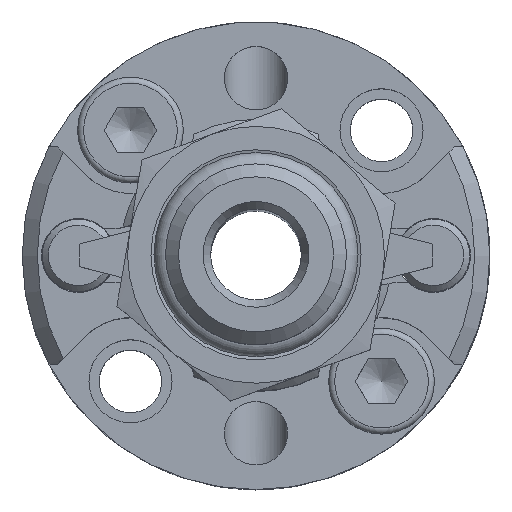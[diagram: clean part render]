
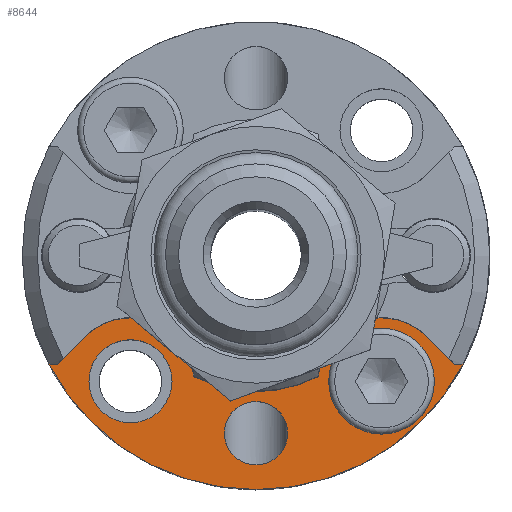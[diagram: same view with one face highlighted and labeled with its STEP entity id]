
A CAD part, top view. The second image highlights one B-rep face of the part: STEP entity #8644.
In plain terms, the highlighted planar face has unit normal (0, 0, 1).
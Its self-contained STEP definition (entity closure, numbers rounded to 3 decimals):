
#366=FACE_BOUND('',#2580,.T.);
#367=FACE_BOUND('',#2581,.T.);
#368=FACE_BOUND('',#2582,.T.);
#442=PLANE('',#9260);
#958=LINE('',#12287,#1466);
#962=LINE('',#12298,#1470);
#971=LINE('',#12474,#1479);
#988=LINE('',#12712,#1496);
#1466=VECTOR('',#10150,0.571);
#1470=VECTOR('',#10156,2.621);
#1479=VECTOR('',#10199,0.571);
#1496=VECTOR('',#10268,2.621);
#2072=FACE_OUTER_BOUND('',#2579,.T.);
#2579=EDGE_LOOP('',(#6042,#6043,#6044,#6045,#6046,#6047,#6048,#6049,#6050));
#2580=EDGE_LOOP('',(#6051,#6052));
#2581=EDGE_LOOP('',(#6053,#6054));
#2582=EDGE_LOOP('',(#6055,#6056));
#3102=CIRCLE('',#9162,2.75);
#3103=CIRCLE('',#9163,2.75);
#3150=CIRCLE('',#9245,2.1);
#3151=CIRCLE('',#9246,2.1);
#3159=CIRCLE('',#9261,9.);
#3160=CIRCLE('',#9262,4.2);
#3161=CIRCLE('',#9263,15.475);
#3162=CIRCLE('',#9264,15.475);
#3163=CIRCLE('',#9265,4.2);
#3164=CIRCLE('',#9266,2.45);
#3165=CIRCLE('',#9267,2.45);
#3508=VERTEX_POINT('',#12071);
#3509=VERTEX_POINT('',#12073);
#3572=VERTEX_POINT('',#12284);
#3573=VERTEX_POINT('',#12286);
#3576=VERTEX_POINT('',#12296);
#3599=VERTEX_POINT('',#12471);
#3600=VERTEX_POINT('',#12473);
#3607=VERTEX_POINT('',#12502);
#3608=VERTEX_POINT('',#12504);
#3626=VERTEX_POINT('',#12707);
#3627=VERTEX_POINT('',#12708);
#3628=VERTEX_POINT('',#12710);
#3629=VERTEX_POINT('',#12713);
#3630=VERTEX_POINT('',#12717);
#3631=VERTEX_POINT('',#12718);
#4421=EDGE_CURVE('',#3509,#3508,#3102,.T.);
#4422=EDGE_CURVE('',#3508,#3509,#3103,.T.);
#4505=EDGE_CURVE('',#3572,#3573,#958,.T.);
#4510=EDGE_CURVE('',#3576,#3572,#962,.T.);
#4536=EDGE_CURVE('',#3600,#3599,#971,.T.);
#4549=EDGE_CURVE('',#3608,#3607,#3150,.T.);
#4550=EDGE_CURVE('',#3607,#3608,#3151,.T.);
#4579=EDGE_CURVE('',#3626,#3627,#3159,.T.);
#4580=EDGE_CURVE('',#3628,#3626,#3160,.T.);
#4581=EDGE_CURVE('',#3600,#3628,#988,.T.);
#4582=EDGE_CURVE('',#3629,#3599,#3161,.T.);
#4583=EDGE_CURVE('',#3573,#3629,#3162,.T.);
#4584=EDGE_CURVE('',#3627,#3576,#3163,.T.);
#4585=EDGE_CURVE('',#3630,#3631,#3164,.T.);
#4586=EDGE_CURVE('',#3631,#3630,#3165,.T.);
#6042=ORIENTED_EDGE('',*,*,#4579,.F.);
#6043=ORIENTED_EDGE('',*,*,#4580,.F.);
#6044=ORIENTED_EDGE('',*,*,#4581,.F.);
#6045=ORIENTED_EDGE('',*,*,#4536,.T.);
#6046=ORIENTED_EDGE('',*,*,#4582,.F.);
#6047=ORIENTED_EDGE('',*,*,#4583,.F.);
#6048=ORIENTED_EDGE('',*,*,#4505,.F.);
#6049=ORIENTED_EDGE('',*,*,#4510,.F.);
#6050=ORIENTED_EDGE('',*,*,#4584,.F.);
#6051=ORIENTED_EDGE('',*,*,#4421,.T.);
#6052=ORIENTED_EDGE('',*,*,#4422,.T.);
#6053=ORIENTED_EDGE('',*,*,#4549,.T.);
#6054=ORIENTED_EDGE('',*,*,#4550,.T.);
#6055=ORIENTED_EDGE('',*,*,#4585,.T.);
#6056=ORIENTED_EDGE('',*,*,#4586,.T.);
#8644=ADVANCED_FACE('',(#2072,#366,#367,#368),#442,.T.);
#9162=AXIS2_PLACEMENT_3D('',#12074,#9998,#9999);
#9163=AXIS2_PLACEMENT_3D('',#12075,#10000,#10001);
#9245=AXIS2_PLACEMENT_3D('',#12505,#10221,#10222);
#9246=AXIS2_PLACEMENT_3D('',#12506,#10223,#10224);
#9260=AXIS2_PLACEMENT_3D('',#12706,#10262,#10263);
#9261=AXIS2_PLACEMENT_3D('',#12709,#10264,#10265);
#9262=AXIS2_PLACEMENT_3D('',#12711,#10266,#10267);
#9263=AXIS2_PLACEMENT_3D('',#12714,#10269,#10270);
#9264=AXIS2_PLACEMENT_3D('',#12715,#10271,#10272);
#9265=AXIS2_PLACEMENT_3D('',#12716,#10273,#10274);
#9266=AXIS2_PLACEMENT_3D('',#12719,#10275,#10276);
#9267=AXIS2_PLACEMENT_3D('',#12720,#10277,#10278);
#9998=DIRECTION('center_axis',(0.,0.,-1.));
#9999=DIRECTION('ref_axis',(1.,0.,0.));
#10000=DIRECTION('center_axis',(0.,0.,-1.));
#10001=DIRECTION('ref_axis',(1.,0.,0.));
#10150=DIRECTION('',(1.,0.,0.));
#10156=DIRECTION('',(0.707,-0.707,0.));
#10199=DIRECTION('',(-1.,0.,0.));
#10221=DIRECTION('center_axis',(0.,0.,-1.));
#10222=DIRECTION('ref_axis',(1.,0.,0.));
#10223=DIRECTION('center_axis',(0.,0.,-1.));
#10224=DIRECTION('ref_axis',(1.,0.,0.));
#10262=DIRECTION('center_axis',(0.,0.,1.));
#10263=DIRECTION('ref_axis',(0.,-1.,0.));
#10264=DIRECTION('center_axis',(0.,0.,1.));
#10265=DIRECTION('ref_axis',(-0.5,-0.866,0.));
#10266=DIRECTION('center_axis',(0.,0.,-1.));
#10267=DIRECTION('ref_axis',(-0.707,0.707,0.));
#10268=DIRECTION('',(0.707,0.707,0.));
#10269=DIRECTION('center_axis',(0.,0.,-1.));
#10270=DIRECTION('ref_axis',(0.,1.,0.));
#10271=DIRECTION('center_axis',(0.,0.,-1.));
#10272=DIRECTION('ref_axis',(0.,1.,0.));
#10273=DIRECTION('center_axis',(0.,0.,-1.));
#10274=DIRECTION('ref_axis',(-0.707,-0.707,0.));
#10275=DIRECTION('center_axis',(0.,0.,-1.));
#10276=DIRECTION('ref_axis',(0.707,-0.707,0.));
#10277=DIRECTION('center_axis',(0.,0.,-1.));
#10278=DIRECTION('ref_axis',(0.707,-0.707,0.));
#12071=CARTESIAN_POINT('',(-11.059,-8.309,-16.4));
#12073=CARTESIAN_POINT('',(-5.559,-8.309,-16.4));
#12074=CARTESIAN_POINT('Origin',(-8.309,-8.309,-16.4));
#12075=CARTESIAN_POINT('Origin',(-8.309,-8.309,-16.4));
#12284=CARTESIAN_POINT('',(13.132,-7.192,-16.4));
#12286=CARTESIAN_POINT('',(13.702,-7.192,-16.4));
#12287=CARTESIAN_POINT('',(13.132,-7.192,-16.4));
#12296=CARTESIAN_POINT('',(11.278,-5.339,-16.4));
#12298=CARTESIAN_POINT('',(11.278,-5.339,-16.4));
#12471=CARTESIAN_POINT('',(-13.702,-7.192,-16.4));
#12473=CARTESIAN_POINT('',(-13.132,-7.192,-16.4));
#12474=CARTESIAN_POINT('',(-13.132,-7.192,-16.4));
#12502=CARTESIAN_POINT('',(-2.1,-11.75,-16.4));
#12504=CARTESIAN_POINT('',(2.1,-11.75,-16.4));
#12505=CARTESIAN_POINT('Origin',(0.,-11.75,-16.4));
#12506=CARTESIAN_POINT('Origin',(0.,-11.75,-16.4));
#12706=CARTESIAN_POINT('Origin',(8.495,-8.495,-16.4));
#12707=CARTESIAN_POINT('',(-4.12,-8.002,-16.4));
#12708=CARTESIAN_POINT('',(4.12,-8.002,-16.4));
#12709=CARTESIAN_POINT('Origin',(0.,0.,-16.4));
#12710=CARTESIAN_POINT('',(-11.278,-5.339,-16.4));
#12711=CARTESIAN_POINT('Origin',(-8.309,-8.309,-16.4));
#12712=CARTESIAN_POINT('',(-13.132,-7.192,-16.4));
#12713=CARTESIAN_POINT('',(0.,-15.475,-16.4));
#12714=CARTESIAN_POINT('Origin',(0.,0.,-16.4));
#12715=CARTESIAN_POINT('Origin',(0.,0.,-16.4));
#12716=CARTESIAN_POINT('Origin',(8.309,-8.309,-16.4));
#12717=CARTESIAN_POINT('',(10.041,-10.041,-16.4));
#12718=CARTESIAN_POINT('',(6.576,-6.576,-16.4));
#12719=CARTESIAN_POINT('Origin',(8.309,-8.309,-16.4));
#12720=CARTESIAN_POINT('Origin',(8.309,-8.309,-16.4));
